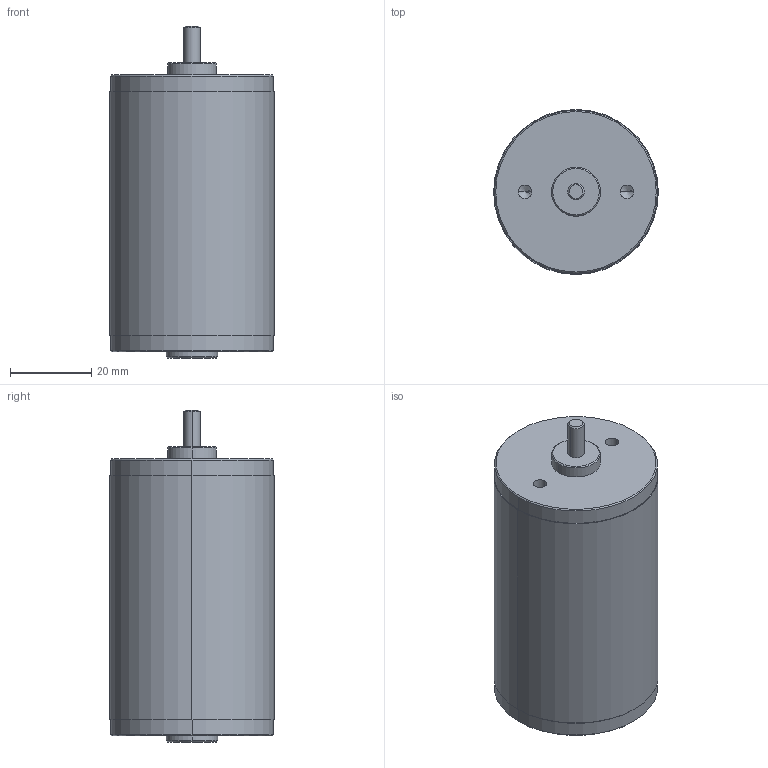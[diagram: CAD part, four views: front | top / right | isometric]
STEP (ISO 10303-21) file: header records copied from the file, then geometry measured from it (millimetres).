
FILE_DESCRIPTION (( 'STEP AP203' ), '1' );
FILE_NAME ('217-3351.STEP', '2013-01-02T22:51:58', ( 'svradm' ), ( 'Microsoft' ), 'SwSTEP 2.0', 'SolidWorks 2012', '' );
FILE_SCHEMA (( 'CONFIG_CONTROL_DESIGN' ));
Length unit declared in the file: millimetre
Products named in the file (1): 217-3351
Bounding box: 40.4 x 40.4 x 81.5 mm (x, y, z)
Volume: 87448.3 mm3; surface area: 11580.4 mm2
Topology: 1 solids, 1 shells, 37 faces, 76 edges, 44 vertices
Faces by surface type: cylinder 16, cone 14, plane 7
Entity records: 1029 total; most frequent: DIRECTION 190, CARTESIAN_POINT 154, ORIENTED_EDGE 144, AXIS2_PLACEMENT_3D 80, EDGE_CURVE 72, VERTEX_POINT 44, EDGE_LOOP 44, CIRCLE 42
